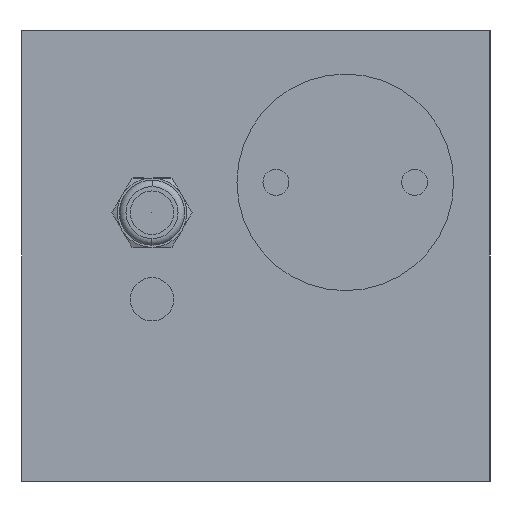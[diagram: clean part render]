
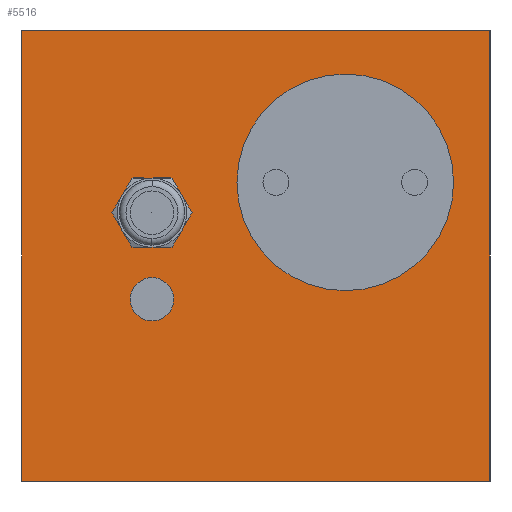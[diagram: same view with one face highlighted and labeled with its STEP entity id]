
A CAD part, left-side view. The second image highlights one B-rep face of the part: STEP entity #5516.
In plain terms, the highlighted planar face has unit normal (-1, 0, 0).
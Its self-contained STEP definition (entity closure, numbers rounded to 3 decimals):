
#695=DIRECTION('',(0.,0.,1.));
#696=VECTOR('',#695,52.);
#697=CARTESIAN_POINT('',(0.,54.,-52.));
#698=LINE('',#697,#696);
#739=DIRECTION('',(0.,-1.,0.));
#740=VECTOR('',#739,54.);
#741=CARTESIAN_POINT('',(0.,54.,-52.));
#742=LINE('',#741,#740);
#743=DIRECTION('',(0.,1.,0.));
#744=VECTOR('',#743,54.);
#745=CARTESIAN_POINT('',(0.,0.,0.));
#746=LINE('',#745,#744);
#747=DIRECTION('',(0.,0.,1.));
#748=VECTOR('',#747,52.);
#749=CARTESIAN_POINT('',(0.,0.,-52.));
#750=LINE('',#749,#748);
#751=CARTESIAN_POINT('',(0.,16.7,-17.5));
#752=DIRECTION('',(1.,0.,0.));
#753=DIRECTION('',(0.,0.,-1.));
#754=AXIS2_PLACEMENT_3D('',#751,#752,#753);
#756=CARTESIAN_POINT('',(0.,16.7,-17.5));
#757=DIRECTION('',(1.,0.,0.));
#758=DIRECTION('',(0.,0.,1.));
#759=AXIS2_PLACEMENT_3D('',#756,#757,#758);
#761=CARTESIAN_POINT('',(0.,39.,-31.));
#762=DIRECTION('',(1.,0.,0.));
#763=DIRECTION('',(0.,0.,-1.));
#764=AXIS2_PLACEMENT_3D('',#761,#762,#763);
#766=CARTESIAN_POINT('',(0.,39.,-31.));
#767=DIRECTION('',(1.,0.,0.));
#768=DIRECTION('',(0.,0.,1.));
#769=AXIS2_PLACEMENT_3D('',#766,#767,#768);
#771=CARTESIAN_POINT('',(0.,39.,-21.));
#772=DIRECTION('',(-1.,0.,0.));
#773=DIRECTION('',(0.,-0.866,0.5));
#774=AXIS2_PLACEMENT_3D('',#771,#772,#773);
#776=CARTESIAN_POINT('',(0.,39.,-21.));
#777=DIRECTION('',(-1.,0.,0.));
#778=DIRECTION('',(0.,0.,1.));
#779=AXIS2_PLACEMENT_3D('',#776,#777,#778);
#781=CARTESIAN_POINT('',(0.,39.,-21.));
#782=DIRECTION('',(-1.,0.,0.));
#783=DIRECTION('',(0.,0.866,0.5));
#784=AXIS2_PLACEMENT_3D('',#781,#782,#783);
#786=CARTESIAN_POINT('',(0.,39.,-21.));
#787=DIRECTION('',(-1.,0.,0.));
#788=DIRECTION('',(0.,0.866,-0.5));
#789=AXIS2_PLACEMENT_3D('',#786,#787,#788);
#791=CARTESIAN_POINT('',(0.,39.,-21.));
#792=DIRECTION('',(-1.,0.,0.));
#793=DIRECTION('',(0.,0.,-1.));
#794=AXIS2_PLACEMENT_3D('',#791,#792,#793);
#796=CARTESIAN_POINT('',(0.,39.,-21.));
#797=DIRECTION('',(-1.,0.,0.));
#798=DIRECTION('',(0.,-0.866,-0.5));
#799=AXIS2_PLACEMENT_3D('',#796,#797,#798);
#3699=CARTESIAN_POINT('',(0.,0.,-52.));
#3700=VERTEX_POINT('',#3699);
#3701=CARTESIAN_POINT('',(0.,54.,-52.));
#3702=VERTEX_POINT('',#3701);
#3739=CARTESIAN_POINT('',(0.,0.,0.));
#3740=VERTEX_POINT('',#3739);
#3741=CARTESIAN_POINT('',(0.,54.,0.));
#3742=VERTEX_POINT('',#3741);
#4175=CARTESIAN_POINT('',(0.,16.7,-30.));
#4176=CARTESIAN_POINT('',(0.,16.7,-5.));
#4177=VERTEX_POINT('',#4175);
#4178=VERTEX_POINT('',#4176);
#4179=CARTESIAN_POINT('',(0.,39.,-33.5));
#4180=CARTESIAN_POINT('',(0.,39.,-28.5));
#4181=VERTEX_POINT('',#4179);
#4182=VERTEX_POINT('',#4180);
#4705=CARTESIAN_POINT('',(0.,35.536,-19.));
#4706=CARTESIAN_POINT('',(0.,39.,-17.));
#4707=VERTEX_POINT('',#4705);
#4708=VERTEX_POINT('',#4706);
#4709=CARTESIAN_POINT('',(0.,42.464,-23.));
#4710=CARTESIAN_POINT('',(0.,39.,-25.));
#4711=VERTEX_POINT('',#4709);
#4712=VERTEX_POINT('',#4710);
#4713=CARTESIAN_POINT('',(0.,35.536,-23.));
#4714=VERTEX_POINT('',#4713);
#4715=CARTESIAN_POINT('',(0.,42.464,-19.));
#4716=VERTEX_POINT('',#4715);
#5478=CARTESIAN_POINT('',(0.,27.,-26.));
#5479=DIRECTION('',(1.,0.,0.));
#5480=DIRECTION('',(0.,-1.,0.));
#5481=AXIS2_PLACEMENT_3D('',#5478,#5479,#5480);
#5482=PLANE('',#5481);
#5483=ORIENTED_EDGE('',*,*,#5316,.F.);
#5484=ORIENTED_EDGE('',*,*,#5449,.T.);
#5485=ORIENTED_EDGE('',*,*,#4894,.F.);
#5487=ORIENTED_EDGE('',*,*,#5486,.F.);
#5488=EDGE_LOOP('',(#5483,#5484,#5485,#5487));
#5489=FACE_OUTER_BOUND('',#5488,.F.);
#5491=ORIENTED_EDGE('',*,*,#5490,.F.);
#5493=ORIENTED_EDGE('',*,*,#5492,.F.);
#5494=EDGE_LOOP('',(#5491,#5493));
#5495=FACE_BOUND('',#5494,.F.);
#5497=ORIENTED_EDGE('',*,*,#5496,.F.);
#5499=ORIENTED_EDGE('',*,*,#5498,.F.);
#5500=EDGE_LOOP('',(#5497,#5499));
#5501=FACE_BOUND('',#5500,.F.);
#5503=ORIENTED_EDGE('',*,*,#5502,.T.);
#5505=ORIENTED_EDGE('',*,*,#5504,.T.);
#5507=ORIENTED_EDGE('',*,*,#5506,.T.);
#5509=ORIENTED_EDGE('',*,*,#5508,.T.);
#5511=ORIENTED_EDGE('',*,*,#5510,.T.);
#5513=ORIENTED_EDGE('',*,*,#5512,.T.);
#5514=EDGE_LOOP('',(#5503,#5505,#5507,#5509,#5511,#5513));
#5515=FACE_BOUND('',#5514,.F.);
#5516=ADVANCED_FACE('',(#5489,#5495,#5501,#5515),#5482,.F.);
#755=CIRCLE('',#754,12.5);
#760=CIRCLE('',#759,12.5);
#765=CIRCLE('',#764,2.5);
#770=CIRCLE('',#769,2.5);
#775=CIRCLE('',#774,4.);
#780=CIRCLE('',#779,4.);
#785=CIRCLE('',#784,4.);
#790=CIRCLE('',#789,4.);
#795=CIRCLE('',#794,4.);
#800=CIRCLE('',#799,4.);
#4894=EDGE_CURVE('',#3740,#3742,#746,.T.);
#5316=EDGE_CURVE('',#3702,#3700,#742,.T.);
#5449=EDGE_CURVE('',#3702,#3742,#698,.T.);
#5486=EDGE_CURVE('',#3700,#3740,#750,.T.);
#5490=EDGE_CURVE('',#4177,#4178,#755,.T.);
#5492=EDGE_CURVE('',#4178,#4177,#760,.T.);
#5496=EDGE_CURVE('',#4181,#4182,#765,.T.);
#5498=EDGE_CURVE('',#4182,#4181,#770,.T.);
#5502=EDGE_CURVE('',#4707,#4708,#775,.T.);
#5504=EDGE_CURVE('',#4708,#4716,#780,.T.);
#5506=EDGE_CURVE('',#4716,#4711,#785,.T.);
#5508=EDGE_CURVE('',#4711,#4712,#790,.T.);
#5510=EDGE_CURVE('',#4712,#4714,#795,.T.);
#5512=EDGE_CURVE('',#4714,#4707,#800,.T.);
